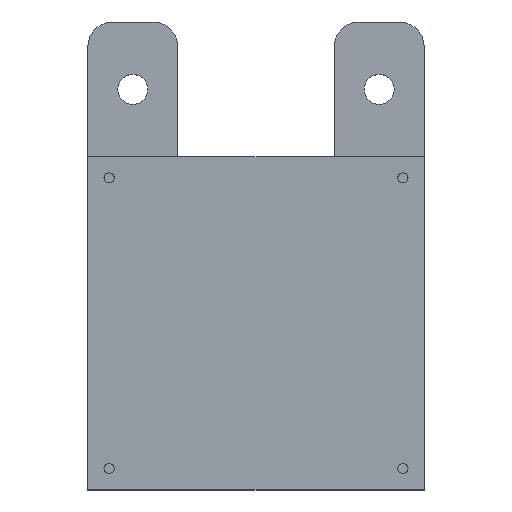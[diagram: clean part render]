
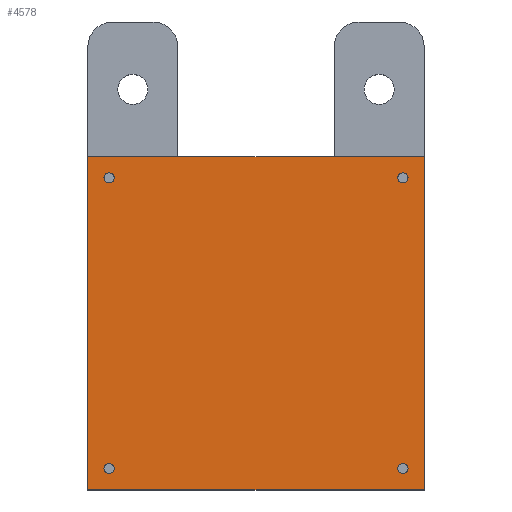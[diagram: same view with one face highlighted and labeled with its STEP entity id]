
A CAD part, top view. The second image highlights one B-rep face of the part: STEP entity #4578.
In plain terms, the highlighted planar face has unit normal (0, 0, 1).
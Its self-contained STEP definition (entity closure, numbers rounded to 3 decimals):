
#258=FACE_BOUND('',#935,.T.);
#259=FACE_BOUND('',#936,.T.);
#260=FACE_BOUND('',#937,.T.);
#261=FACE_BOUND('',#938,.T.);
#405=PLANE('',#4853);
#649=FACE_OUTER_BOUND('',#934,.T.);
#934=EDGE_LOOP('',(#4281,#4282,#4283,#4284));
#935=EDGE_LOOP('',(#4285));
#936=EDGE_LOOP('',(#4286));
#937=EDGE_LOOP('',(#4287));
#938=EDGE_LOOP('',(#4288));
#1379=LINE('',#8221,#1824);
#1382=LINE('',#8227,#1827);
#1385=LINE('',#8233,#1830);
#1388=LINE('',#8237,#1833);
#1824=VECTOR('',#5802,10.);
#1827=VECTOR('',#5807,10.);
#1830=VECTOR('',#5812,10.);
#1833=VECTOR('',#5817,10.);
#1898=CIRCLE('',#4838,1.45);
#1900=CIRCLE('',#4841,1.45);
#1902=CIRCLE('',#4844,1.45);
#1904=CIRCLE('',#4847,1.45);
#2322=VERTEX_POINT('',#8191);
#2324=VERTEX_POINT('',#8197);
#2326=VERTEX_POINT('',#8203);
#2328=VERTEX_POINT('',#8209);
#2332=VERTEX_POINT('',#8218);
#2333=VERTEX_POINT('',#8220);
#2335=VERTEX_POINT('',#8226);
#2337=VERTEX_POINT('',#8232);
#2967=EDGE_CURVE('',#2322,#2322,#1898,.T.);
#2970=EDGE_CURVE('',#2324,#2324,#1900,.T.);
#2973=EDGE_CURVE('',#2326,#2326,#1902,.T.);
#2976=EDGE_CURVE('',#2328,#2328,#1904,.T.);
#2981=EDGE_CURVE('',#2333,#2332,#1379,.T.);
#2984=EDGE_CURVE('',#2335,#2333,#1382,.T.);
#2987=EDGE_CURVE('',#2337,#2335,#1385,.T.);
#2990=EDGE_CURVE('',#2332,#2337,#1388,.T.);
#4281=ORIENTED_EDGE('',*,*,#2990,.T.);
#4282=ORIENTED_EDGE('',*,*,#2987,.T.);
#4283=ORIENTED_EDGE('',*,*,#2984,.T.);
#4284=ORIENTED_EDGE('',*,*,#2981,.T.);
#4285=ORIENTED_EDGE('',*,*,#2976,.T.);
#4286=ORIENTED_EDGE('',*,*,#2973,.T.);
#4287=ORIENTED_EDGE('',*,*,#2970,.T.);
#4288=ORIENTED_EDGE('',*,*,#2967,.T.);
#4578=ADVANCED_FACE('',(#649,#258,#259,#260,#261),#405,.T.);
#4838=AXIS2_PLACEMENT_3D('',#8192,#5772,#5773);
#4841=AXIS2_PLACEMENT_3D('',#8198,#5779,#5780);
#4844=AXIS2_PLACEMENT_3D('',#8204,#5786,#5787);
#4847=AXIS2_PLACEMENT_3D('',#8210,#5793,#5794);
#4853=AXIS2_PLACEMENT_3D('',#8238,#5818,#5819);
#5772=DIRECTION('center_axis',(0.,0.,-1.));
#5773=DIRECTION('ref_axis',(-1.,0.,0.));
#5779=DIRECTION('center_axis',(0.,0.,-1.));
#5780=DIRECTION('ref_axis',(-1.,0.,0.));
#5786=DIRECTION('center_axis',(0.,0.,-1.));
#5787=DIRECTION('ref_axis',(-1.,0.,0.));
#5793=DIRECTION('center_axis',(0.,0.,-1.));
#5794=DIRECTION('ref_axis',(-1.,0.,0.));
#5802=DIRECTION('',(-1.,0.,0.));
#5807=DIRECTION('',(0.,1.,0.));
#5812=DIRECTION('',(1.,0.,0.));
#5817=DIRECTION('',(0.,-1.,0.));
#5818=DIRECTION('center_axis',(0.,0.,1.));
#5819=DIRECTION('ref_axis',(-1.,0.,0.));
#8191=CARTESIAN_POINT('',(42.95,-41.05,48.5));
#8192=CARTESIAN_POINT('Origin',(41.5,-41.05,48.5));
#8197=CARTESIAN_POINT('',(-40.05,-41.05,48.5));
#8198=CARTESIAN_POINT('Origin',(-41.5,-41.05,48.5));
#8203=CARTESIAN_POINT('',(-40.05,41.05,48.5));
#8204=CARTESIAN_POINT('Origin',(-41.5,41.05,48.5));
#8209=CARTESIAN_POINT('',(42.95,41.05,48.5));
#8210=CARTESIAN_POINT('Origin',(41.5,41.05,48.5));
#8218=CARTESIAN_POINT('',(-47.5,47.05,48.5));
#8220=CARTESIAN_POINT('',(47.5,47.05,48.5));
#8221=CARTESIAN_POINT('',(47.5,47.05,48.5));
#8226=CARTESIAN_POINT('',(47.5,-47.05,48.5));
#8227=CARTESIAN_POINT('',(47.5,-47.05,48.5));
#8232=CARTESIAN_POINT('',(-47.5,-47.05,48.5));
#8233=CARTESIAN_POINT('',(-47.5,-47.05,48.5));
#8237=CARTESIAN_POINT('',(-47.5,47.05,48.5));
#8238=CARTESIAN_POINT('Origin',(0.,0.,
48.5));
